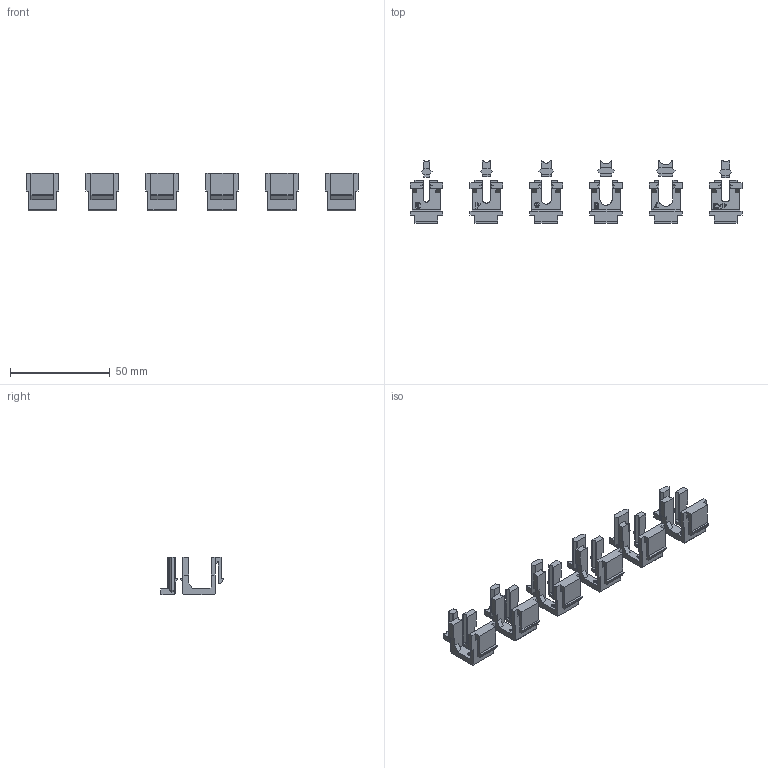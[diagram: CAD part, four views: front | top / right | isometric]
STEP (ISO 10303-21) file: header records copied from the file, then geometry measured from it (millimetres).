
FILE_DESCRIPTION(/* description */ (''),/* implementation_level */ '2;1');
FILE_NAME(/* name */ 'keystone_passthrough_v2_klayf',/* time_stamp */ '2025-09-07T18:29:13+09:00',/* author */ (''),/* organization */ (''),/* preprocessor_version */ 'ST-DEVELOPER v16.5',/* originating_system */ '',/* authorisation */ '');
FILE_SCHEMA (('AUTOMOTIVE_DESIGN'));
Length unit declared in the file: millimetre
Products named in the file (1): Document
Bounding box: 166.6 x 31.6 x 19 mm (x, y, z)
Volume: 13238.4 mm3; surface area: 15453.6 mm2
Topology: 12 solids, 12 shells, 578 faces, 1605 edges, 1062 vertices
Faces by surface type: plane 502, bspline 76
Entity records: 16957 total; most frequent: CARTESIAN_POINT 6236, ORIENTED_EDGE 3210, EDGE_CURVE 1605, B_SPLINE_CURVE_WITH_KNOTS 1396, VERTEX_POINT 1062, EDGE_LOOP 589, ADVANCED_FACE 578, FACE_OUTER_BOUND 578
